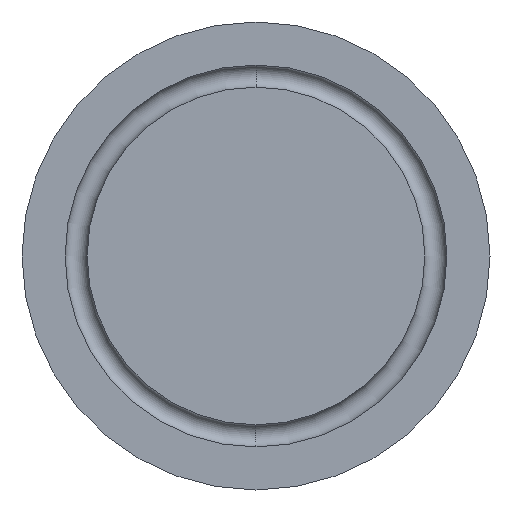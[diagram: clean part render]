
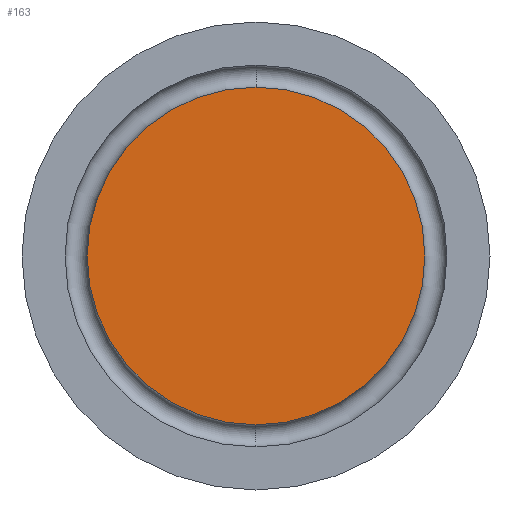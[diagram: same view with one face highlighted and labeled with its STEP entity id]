
A CAD part, left-side view. The second image highlights one B-rep face of the part: STEP entity #163.
In plain terms, the highlighted planar face has unit normal (-1, 0, 0).
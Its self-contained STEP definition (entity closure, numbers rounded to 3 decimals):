
#21 = VERTEX_POINT ( 'NONE', #74 ) ;
#70 = EDGE_CURVE ( 'NONE', #444, #21, #78, .T. ) ;
#74 = CARTESIAN_POINT ( 'NONE',  ( -10.776, -27.871, 38.25 ) ) ;
#78 = CIRCLE ( 'NONE', #193, 38.25 ) ;
#80 = DIRECTION ( 'NONE',  ( 0., 0., 1. ) ) ;
#106 = DIRECTION ( 'NONE',  ( 0., 0., 1. ) ) ;
#148 = PLANE ( 'NONE',  #492 ) ;
#163 = ADVANCED_FACE ( 'NONE', ( #189 ), #148, .F. ) ;
#177 = EDGE_LOOP ( 'NONE', ( #341, #216 ) ) ;
#189 = FACE_OUTER_BOUND ( 'NONE', #177, .T. ) ;
#193 = AXIS2_PLACEMENT_3D ( 'NONE', #384, #227, #106 ) ;
#216 = ORIENTED_EDGE ( 'NONE', *, *, #70, .T. ) ;
#227 = DIRECTION ( 'NONE',  ( -1., 0., 0. ) ) ;
#234 = EDGE_CURVE ( 'NONE', #21, #444, #477, .T. ) ;
#240 = CARTESIAN_POINT ( 'NONE',  ( -10.776, -27.871, 0. ) ) ;
#297 = DIRECTION ( 'NONE',  ( 1., 0., 0. ) ) ;
#306 = CARTESIAN_POINT ( 'NONE',  ( -10.776, 0., 0. ) ) ;
#308 = AXIS2_PLACEMENT_3D ( 'NONE', #240, #352, #80 ) ;
#341 = ORIENTED_EDGE ( 'NONE', *, *, #234, .T. ) ;
#352 = DIRECTION ( 'NONE',  ( -1., 0., 0. ) ) ;
#384 = CARTESIAN_POINT ( 'NONE',  ( -10.776, -27.871, 0. ) ) ;
#400 = CARTESIAN_POINT ( 'NONE',  ( -10.776, -27.871, -38.25 ) ) ;
#411 = DIRECTION ( 'NONE',  ( 0., 0., -1. ) ) ;
#444 = VERTEX_POINT ( 'NONE', #400 ) ;
#477 = CIRCLE ( 'NONE', #308, 38.25 ) ;
#492 = AXIS2_PLACEMENT_3D ( 'NONE', #306, #297, #411 ) ;
